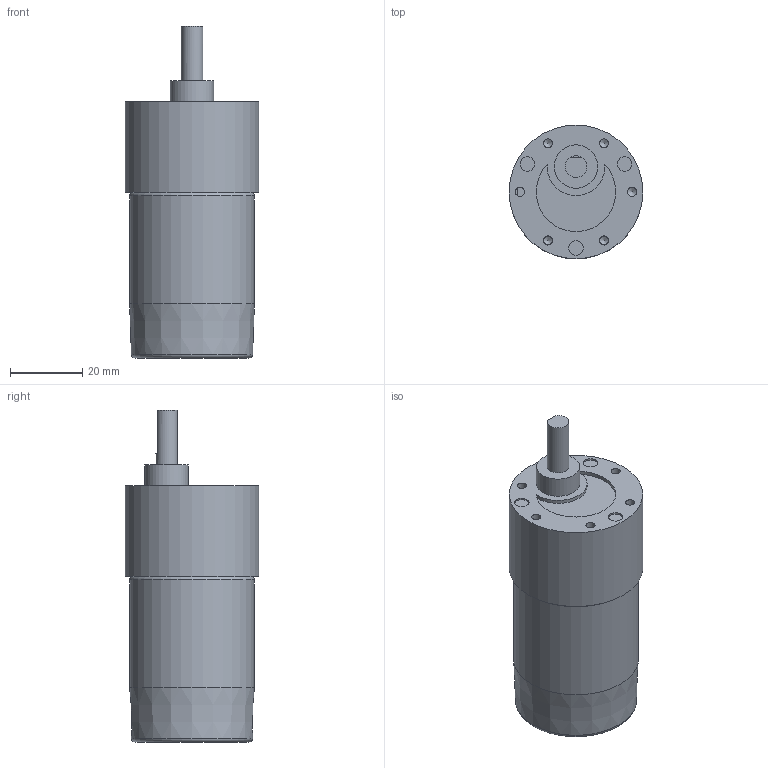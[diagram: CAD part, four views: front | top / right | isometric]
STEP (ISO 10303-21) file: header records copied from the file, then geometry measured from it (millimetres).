
FILE_DESCRIPTION(/* description */ (''),/* implementation_level */ '2;1');
FILE_NAME(/* name */ 'gb37y3530-131en v1.step',/* time_stamp */ '2023-11-14T22:58:45Z',/* author */ (''),/* organization */ (''),/* preprocessor_version */ 'ST-DEVELOPER v20',/* originating_system */ 'Autodesk Translation Framework v12.14.0.127',/* authorisation */ '');
FILE_SCHEMA (('AUTOMOTIVE_DESIGN { 1 0 10303 214 3 1 1 }'));
Length unit declared in the file: millimetre
Products named in the file (4): gb37y3530-131en; Motor; Gearbox; Shaft
Assembly tree (3 placements, depth 2):
  gb37y3530-131en
    Motor
    Gearbox
    Shaft
Bounding box: 37 x 37 x 91.8 mm (x, y, z)
Volume: 69771.9 mm3; surface area: 14899.6 mm2
Topology: 4 solids, 4 shells, 41 faces, 73 edges, 46 vertices
Faces by surface type: cylinder 16, plane 16, cone 7, torus 2
Full cylindrical faces by diameter (mm): 2.529 x6, 4 x3, 6 x2, 12 x1, 34.5 x1, 37 x1
Entity records: 1096 total; most frequent: DIRECTION 203, CARTESIAN_POINT 161, ORIENTED_EDGE 134, AXIS2_PLACEMENT_3D 88, EDGE_CURVE 67, EDGE_LOOP 53, VERTEX_POINT 46, FACE_OUTER_BOUND 41
